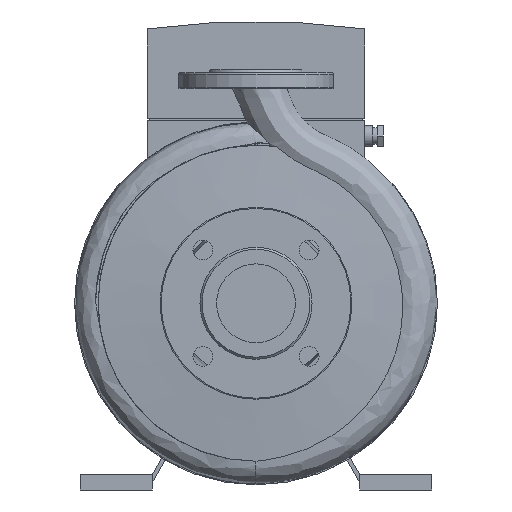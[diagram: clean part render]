
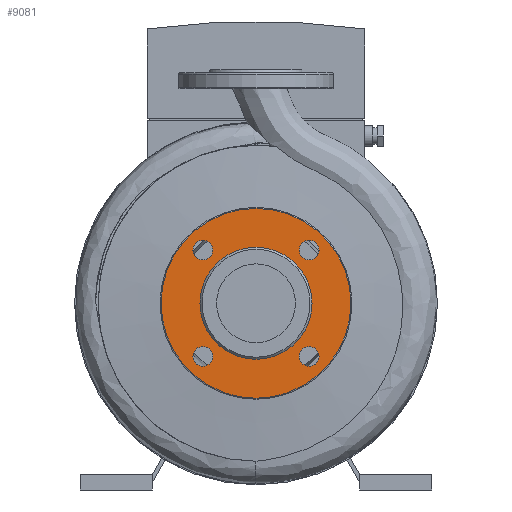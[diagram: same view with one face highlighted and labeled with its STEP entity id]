
A CAD part, left-side view. The second image highlights one B-rep face of the part: STEP entity #9081.
In plain terms, the highlighted planar face has unit normal (-1, 0, 0).
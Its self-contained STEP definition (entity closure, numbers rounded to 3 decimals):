
#311=FACE_BOUND('',#1920,.T.);
#312=FACE_BOUND('',#1921,.T.);
#313=FACE_BOUND('',#1922,.T.);
#314=FACE_BOUND('',#1923,.T.);
#315=FACE_BOUND('',#1924,.T.);
#484=CIRCLE('',#9757,9.5);
#486=CIRCLE('',#9760,9.5);
#488=CIRCLE('',#9763,9.5);
#490=CIRCLE('',#9766,9.5);
#491=CIRCLE('',#9768,54.);
#493=CIRCLE('',#9771,91.5);
#908=PLANE('',#9770);
#1300=FACE_OUTER_BOUND('',#1919,.T.);
#1919=EDGE_LOOP('',(#7137));
#1920=EDGE_LOOP('',(#7138));
#1921=EDGE_LOOP('',(#7139));
#1922=EDGE_LOOP('',(#7140));
#1923=EDGE_LOOP('',(#7141));
#1924=EDGE_LOOP('',(#7142));
#4297=VERTEX_POINT('',#14860);
#4299=VERTEX_POINT('',#14865);
#4301=VERTEX_POINT('',#14870);
#4303=VERTEX_POINT('',#14875);
#4304=VERTEX_POINT('',#14878);
#4306=VERTEX_POINT('',#14883);
#5335=EDGE_CURVE('',#4297,#4297,#484,.T.);
#5337=EDGE_CURVE('',#4299,#4299,#486,.T.);
#5339=EDGE_CURVE('',#4301,#4301,#488,.T.);
#5341=EDGE_CURVE('',#4303,#4303,#490,.T.);
#5342=EDGE_CURVE('',#4304,#4304,#491,.T.);
#5344=EDGE_CURVE('',#4306,#4306,#493,.T.);
#7137=ORIENTED_EDGE('',*,*,#5344,.T.);
#7138=ORIENTED_EDGE('',*,*,#5335,.F.);
#7139=ORIENTED_EDGE('',*,*,#5337,.F.);
#7140=ORIENTED_EDGE('',*,*,#5339,.F.);
#7141=ORIENTED_EDGE('',*,*,#5341,.F.);
#7142=ORIENTED_EDGE('',*,*,#5342,.F.);
#9081=ADVANCED_FACE('',(#1300,#311,#312,#313,#314,#315),#908,.F.);
#9757=AXIS2_PLACEMENT_3D('',#14861,#11361,#11362);
#9760=AXIS2_PLACEMENT_3D('',#14866,#11367,#11368);
#9763=AXIS2_PLACEMENT_3D('',#14871,#11373,#11374);
#9766=AXIS2_PLACEMENT_3D('',#14876,#11379,#11380);
#9768=AXIS2_PLACEMENT_3D('',#14879,#11383,#11384);
#9770=AXIS2_PLACEMENT_3D('',#14882,#11387,#11388);
#9771=AXIS2_PLACEMENT_3D('',#14884,#11389,#11390);
#11361=DIRECTION('center_axis',(-1.,0.,0.));
#11362=DIRECTION('ref_axis',(0.,1.,0.));
#11367=DIRECTION('center_axis',(-1.,0.,0.));
#11368=DIRECTION('ref_axis',(0.,0.,
1.));
#11373=DIRECTION('center_axis',(-1.,0.,0.));
#11374=DIRECTION('ref_axis',(0.,-1.,0.));
#11379=DIRECTION('center_axis',(-1.,0.,0.));
#11380=DIRECTION('ref_axis',(0.,0.,-1.));
#11383=DIRECTION('center_axis',(-1.,0.,0.));
#11384=DIRECTION('ref_axis',(0.,-1.,0.));
#11387=DIRECTION('center_axis',(1.,0.,0.));
#11388=DIRECTION('ref_axis',(0.,0.,1.));
#11389=DIRECTION('center_axis',(-1.,0.,0.));
#11390=DIRECTION('ref_axis',(0.,-1.,0.));
#14860=CARTESIAN_POINT('',(-98.,-60.765,128.735));
#14861=CARTESIAN_POINT('Origin',(-98.,-51.265,128.735));
#14865=CARTESIAN_POINT('',(-98.,51.265,119.235));
#14866=CARTESIAN_POINT('Origin',(-98.,51.265,128.735));
#14870=CARTESIAN_POINT('',(-98.,60.765,231.265));
#14871=CARTESIAN_POINT('Origin',(-98.,51.265,231.265));
#14875=CARTESIAN_POINT('',(-98.,-51.265,240.765));
#14876=CARTESIAN_POINT('Origin',(-98.,-51.265,231.265));
#14878=CARTESIAN_POINT('',(-98.,-54.,180.));
#14879=CARTESIAN_POINT('Origin',(-98.,0.,180.));
#14882=CARTESIAN_POINT('Origin',(-98.,-72.75,180.));
#14883=CARTESIAN_POINT('',(-98.,-91.5,180.));
#14884=CARTESIAN_POINT('Origin',(-98.,0.,180.));
